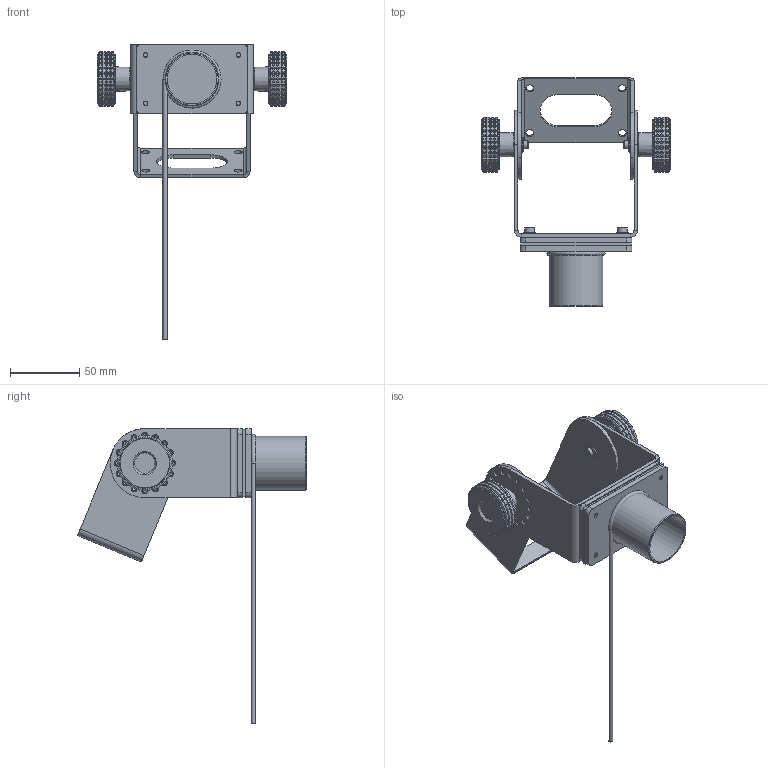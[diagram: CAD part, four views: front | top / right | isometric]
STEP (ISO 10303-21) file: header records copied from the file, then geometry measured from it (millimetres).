
FILE_DESCRIPTION (( 'STEP AP214' ), '1' );
FILE_NAME ('50020005.STEP', '2022-04-04T12:28:52', ( '' ), ( '' ), 'SwSTEP 2.0', 'SolidWorks 2020', '' );
FILE_SCHEMA (( 'AUTOMOTIVE_DESIGN' ));
Length unit declared in the file: millimetre
Products named in the file (12): 95508; 82377; 82373; 95514; 50020005; 95957; 83258; 94752; 93653; 95509; Einpressmutter S-M6-1
Assembly tree (19 placements, depth 3):
  50020005
    95514
    82373
    95957
    95509
    95508
      95508
      Einpressmutter S-M6-1  x2
    94752  x2
    83258  x4
    82377
    93653  x4
Bounding box: 137 x 165.74 x 213.4 mm (x, y, z)
Volume: 124014.6 mm3; surface area: 101196.1 mm2
Topology: 22 solids, 22 shells, 1474 faces, 3797 edges, 2423 vertices
Faces by surface type: cylinder 564, cone 547, plane 302, torus 45, sphere 16
Full cylindrical faces by diameter (mm): 3 x1, 3.2 x16, 3.3 x4, 4 x4, 4.3 x4, 4.5 x4, 5 x2, 5.5 x8, 6 x2, 6.5 x2, 7 x4, 8 x4, 8.75 x2, 9 x4, 11.05 x2, 32 x2, 36 x5, 39 x1, 39.5 x1
Entity records: 30244 total; most frequent: CARTESIAN_POINT 5532, DIRECTION 4048, ORIENTED_EDGE 3880, EDGE_CURVE 1940, AXIS2_PLACEMENT_3D 1741, VERTEX_POINT 1305, EDGE_LOOP 1081, FACE_OUTER_BOUND 902
